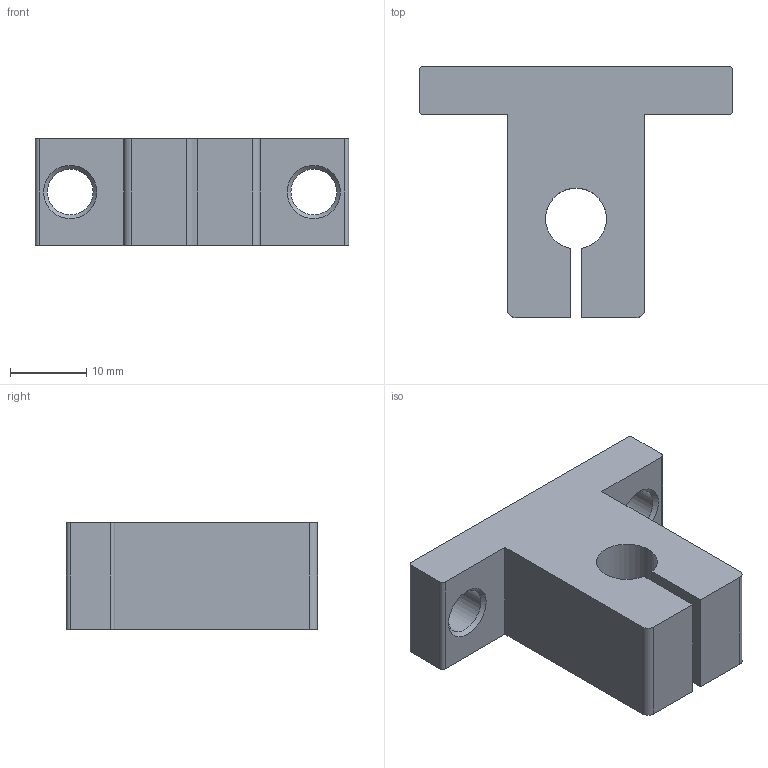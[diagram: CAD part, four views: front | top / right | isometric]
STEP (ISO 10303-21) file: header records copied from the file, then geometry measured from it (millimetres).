
FILE_DESCRIPTION(/* description */ (''),/* implementation_level */ '2;1');
FILE_NAME(/* name */ '8mm rail support.step',/* time_stamp */ '2020-04-14T17:11:46+01:00',/* author */ (''),/* organization */ (''),/* preprocessor_version */ 'ST-DEVELOPER v18.1',/* originating_system */ 'Autodesk Translation Framework v9.2.0.1227',/* authorisation */ '');
FILE_SCHEMA (('AUTOMOTIVE_DESIGN { 1 0 10303 214 3 1 1 }'));
Length unit declared in the file: millimetre
Products named in the file (4): 8mm rail support; 8mm support; DIN914-M4x6; Grub M4x6
Assembly tree (3 placements, depth 4):
  8mm rail support
    8mm support
      DIN914-M4x6
        Grub M4x6
Bounding box: 41.2 x 33 x 14 mm (x, y, z)
Volume: 8972.1 mm3; surface area: 4320.4 mm2
Topology: 2 solids, 2 shells, 42 faces, 106 edges, 69 vertices
Faces by surface type: plane 22, cylinder 12, cone 8
Full cylindrical faces by diameter (mm): 4 x1, 4.037 x2, 6 x2
Entity records: 1373 total; most frequent: DIRECTION 235, CARTESIAN_POINT 222, ORIENTED_EDGE 208, EDGE_CURVE 104, AXIS2_PLACEMENT_3D 82, LINE 71, VECTOR 71, VERTEX_POINT 69
